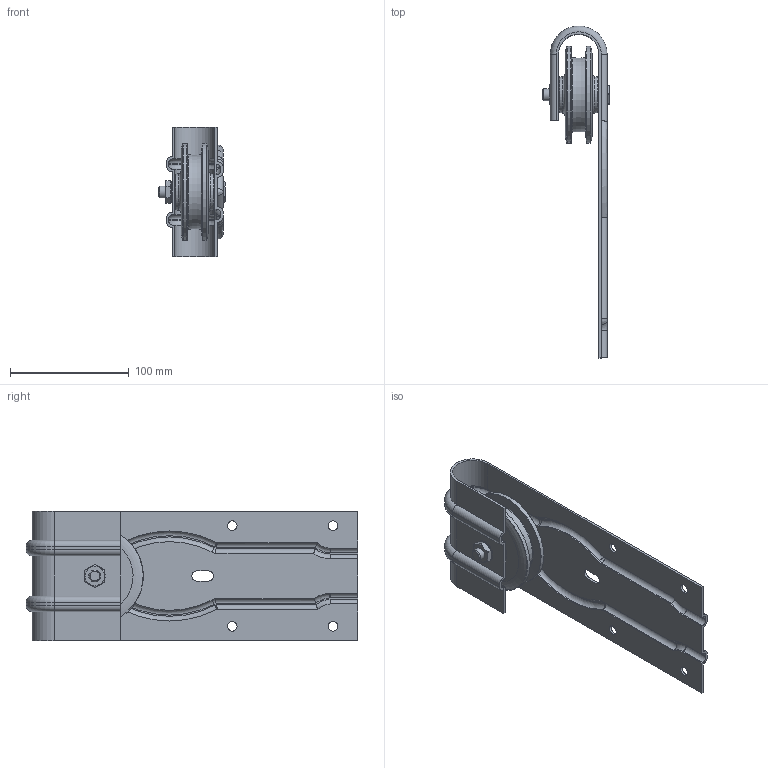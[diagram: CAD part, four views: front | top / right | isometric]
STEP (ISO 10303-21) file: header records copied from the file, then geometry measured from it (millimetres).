
FILE_DESCRIPTION(/* description */ (''),/* implementation_level */ '2;1');
FILE_NAME(/* name */ 'ROC1F.stp',/* time_stamp */ '2024-10-25T09:55:56+02:00',/* author */ ('Giuliano'),/* organization */ (''),/* preprocessor_version */ 'ST-DEVELOPER v18.1',/* originating_system */ 'Autodesk Inventor 2021',/* authorisation */ '');
FILE_SCHEMA (('AUTOMOTIVE_DESIGN { 1 0 10303 214 3 1 1 }'));
Length unit declared in the file: millimetre
Products named in the file (1): Pièce1
Bounding box: 56.4 x 280 x 109 mm (x, y, z)
Volume: 195177.4 mm3; surface area: 125387.3 mm2
Topology: 12 solids, 13 shells, 506 faces, 1324 edges, 844 vertices
Faces by surface type: plane 224, cylinder 163, bspline 68, torus 34, cone 17
Full cylindrical faces by diameter (mm): 4 x9, 8 x4, 10 x2, 10.2 x2, 10.4 x1, 14 x1, 14.2 x1, 14.63 x1, 16.8 x1, 21.6 x1, 22.2 x1, 82 x2
Entity records: 16602 total; most frequent: CARTESIAN_POINT 4216, ORIENTED_EDGE 2638, DIRECTION 2494, EDGE_CURVE 1319, AXIS2_PLACEMENT_3D 892, VERTEX_POINT 844, LINE 710, VECTOR 710
